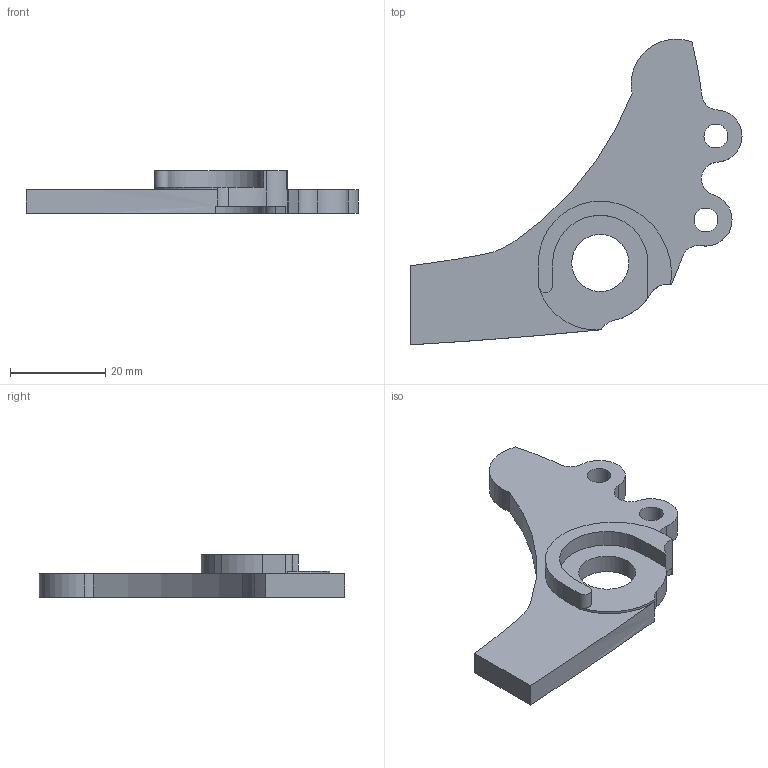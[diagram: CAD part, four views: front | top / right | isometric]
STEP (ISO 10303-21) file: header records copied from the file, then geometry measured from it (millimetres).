
FILE_DESCRIPTION (( 'STEP AP214' ), '1' );
FILE_NAME ('DR1102R_REV2.STEP', '2021-07-26T16:58:33', ( '' ), ( '' ), 'SwSTEP 2.0', 'SolidWorks 2021', '' );
FILE_SCHEMA (( 'AUTOMOTIVE_DESIGN' ));
Length unit declared in the file: millimetre
Products named in the file (1): DR1102R_REV2
Bounding box: 69.8 x 64.28 x 9 mm (x, y, z)
Volume: 8061.3 mm3; surface area: 5996.3 mm2
Topology: 1 solids, 1 shells, 66 faces, 185 edges, 123 vertices
Faces by surface type: cylinder 50, plane 16
Entity records: 2232 total; most frequent: DIRECTION 424, CARTESIAN_POINT 375, ORIENTED_EDGE 370, EDGE_CURVE 185, AXIS2_PLACEMENT_3D 172, VERTEX_POINT 123, CIRCLE 105, LINE 80
